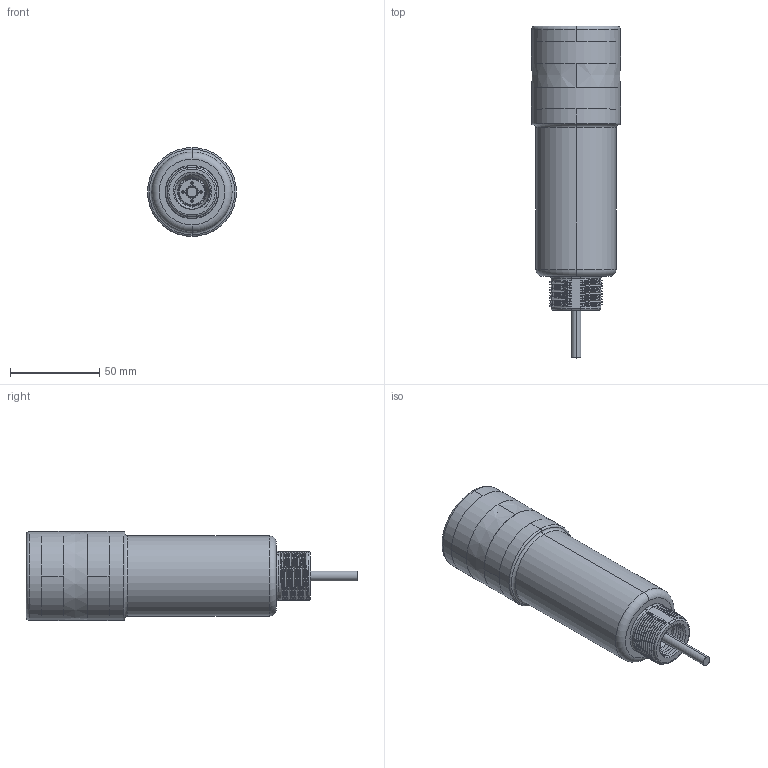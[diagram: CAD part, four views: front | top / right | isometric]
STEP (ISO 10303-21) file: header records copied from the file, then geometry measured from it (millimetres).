
FILE_DESCRIPTION((''),'2;1');
FILE_NAME('168283_ASM','2014-06-26T',('pdmadmin'),(''),'PRO/ENGINEER BY PARAMETRIC TECHNOLOGY CORPORATION, 2013230','PRO/ENGINEER BY PARAMETRIC TECHNOLOGY CORPORATION, 2013230','');
FILE_SCHEMA(('CONFIG_CONTROL_DESIGN'));
Products named in the file (8): 163979; 62676; 62677; CABLE_215; 158231_WEB; 158948; 158946; 168283_ASM
Assembly tree (8 placements, depth 2):
  168283_ASM
    163979
    62676
    62677
    CABLE_215
    158231_WEB  x2
    158948
    158946
Bounding box: 50 x 186.4 x 50 mm (x, y, z)
Volume: 89117.8 mm3; surface area: 72016.4 mm2
Topology: 8 solids, 8 shells, 1128 faces, 2770 edges, 1721 vertices
Faces by surface type: plane 328, cylinder 276, bspline 248, cone 110, torus 94, sphere 72
Entity records: 81652 total; most frequent: CARTESIAN_POINT 57355, ORIENTED_EDGE 5388, DIRECTION 4562, EDGE_CURVE 2694, AXIS2_PLACEMENT_3D 1808, VERTEX_POINT 1667, EDGE_LOOP 1161, FACE_OUTER_BOUND 1096
